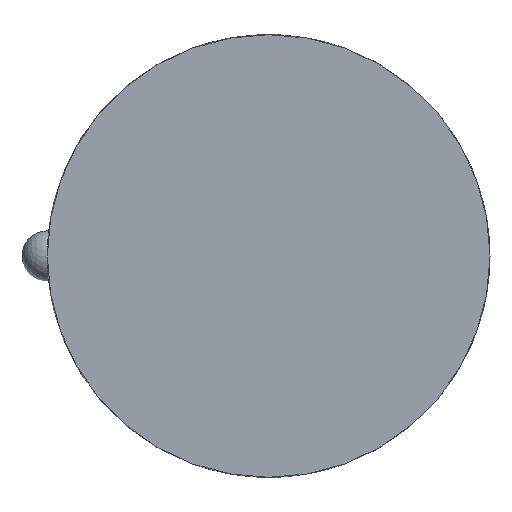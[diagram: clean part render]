
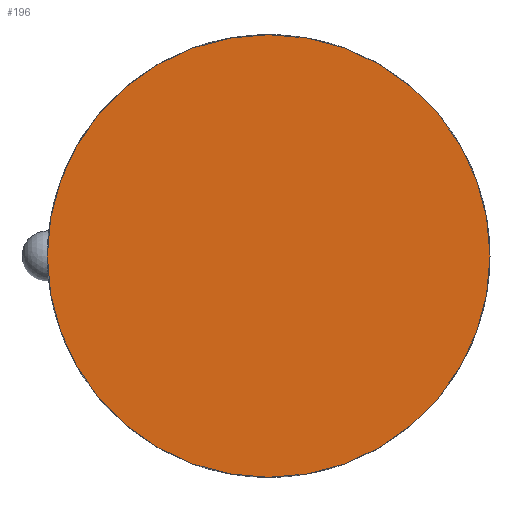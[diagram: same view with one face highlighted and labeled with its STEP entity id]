
A CAD part, front view. The second image highlights one B-rep face of the part: STEP entity #196.
In plain terms, the highlighted planar face has unit normal (0, -1, 0).
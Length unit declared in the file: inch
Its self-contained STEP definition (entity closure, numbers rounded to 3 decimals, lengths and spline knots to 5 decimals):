
#42=PLANE('',#227);
#64=FACE_OUTER_BOUND('',#78,.T.);
#78=EDGE_LOOP('',(#182));
#81=CIRCLE('',#202,0.0875);
#90=VERTEX_POINT('',#300);
#108=EDGE_CURVE('',#90,#90,#81,.T.);
#182=ORIENTED_EDGE('',*,*,#108,.T.);
#196=ADVANCED_FACE('',(#64),#42,.F.);
#202=AXIS2_PLACEMENT_3D('',#301,#234,#235);
#227=AXIS2_PLACEMENT_3D('',#393,#292,#293);
#234=DIRECTION('center_axis',(0.,-1.,0.));
#235=DIRECTION('ref_axis',(0.,0.,-1.));
#292=DIRECTION('center_axis',(0.,1.,0.));
#293=DIRECTION('ref_axis',(0.,0.,1.));
#300=CARTESIAN_POINT('',(0.,0.,-0.0875));
#301=CARTESIAN_POINT('Origin',(0.,0.,0.));
#393=CARTESIAN_POINT('Origin',(0.0875,0.,0.));
